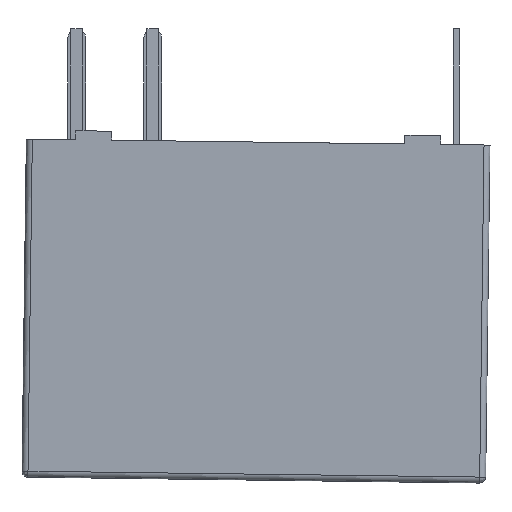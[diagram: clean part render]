
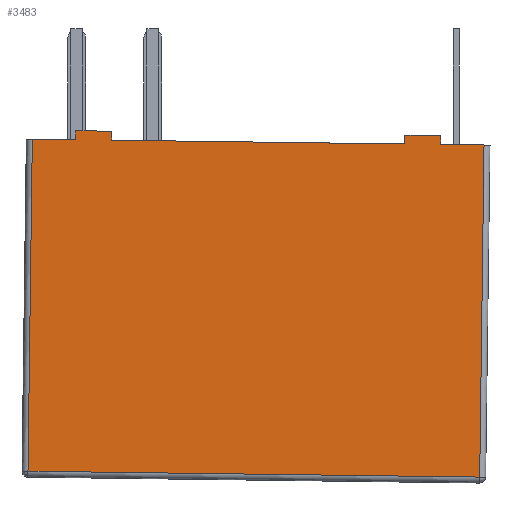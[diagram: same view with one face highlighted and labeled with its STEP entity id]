
A CAD part, front view. The second image highlights one B-rep face of the part: STEP entity #3483.
In plain terms, the highlighted planar face has unit normal (0, -1, 0).
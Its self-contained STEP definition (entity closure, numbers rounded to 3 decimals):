
#360 = CARTESIAN_POINT ( 'NONE',  ( 13.85, 0., 0.3 ) ) ;
#361 = DIRECTION ( 'NONE',  ( 1., 0., 0. ) ) ;
#362 = VECTOR ( 'NONE', #361, 1000. ) ;
#363 = CARTESIAN_POINT ( 'NONE',  ( 13.85, 0., 0.3 ) ) ;
#392 = CARTESIAN_POINT ( 'NONE',  ( 15.3, 0., 11.4 ) ) ;
#397 = LINE ( 'NONE', #363, #362 ) ;
#442 = VECTOR ( 'NONE', #449, 1000. ) ;
#444 = CARTESIAN_POINT ( 'NONE',  ( 0., 0., 0.3 ) ) ;
#449 = DIRECTION ( 'NONE',  ( -1., 0., 0. ) ) ;
#466 = LINE ( 'NONE', #444, #442 ) ;
#468 = CARTESIAN_POINT ( 'NONE',  ( 0.2, 0., 0.3 ) ) ;
#471 = CARTESIAN_POINT ( 'NONE',  ( 0., 0., 0. ) ) ;
#472 = LINE ( 'NONE', #471, #494 ) ;
#493 = DIRECTION ( 'NONE',  ( -1., 0., 0. ) ) ;
#494 = VECTOR ( 'NONE', #493, 1000. ) ;
#628 = CARTESIAN_POINT ( 'NONE',  ( 15.3, 0., 0.3 ) ) ;
#650 = DIRECTION ( 'NONE',  ( 1., 0., 0. ) ) ;
#651 = CARTESIAN_POINT ( 'NONE',  ( 0., 0., 0.3 ) ) ;
#682 = VECTOR ( 'NONE', #650, 1000. ) ;
#727 = CARTESIAN_POINT ( 'NONE',  ( 0.2, 0., 11.4 ) ) ;
#744 = CARTESIAN_POINT ( 'NONE',  ( 1.65, 0., 0.3 ) ) ;
#757 = LINE ( 'NONE', #651, #682 ) ;
#759 = DIRECTION ( 'NONE',  ( 0., 0., 1. ) ) ;
#773 = LINE ( 'NONE', #815, #809 ) ;
#809 = VECTOR ( 'NONE', #810, 1000. ) ;
#810 = DIRECTION ( 'NONE',  ( 0., 0., 1. ) ) ;
#811 = CARTESIAN_POINT ( 'NONE',  ( 0.2, 0., 11.6 ) ) ;
#812 = LINE ( 'NONE', #811, #819 ) ;
#815 = CARTESIAN_POINT ( 'NONE',  ( 12.65, 0., 11.6 ) ) ;
#819 = VECTOR ( 'NONE', #759, 1000. ) ;
#846 = DIRECTION ( 'NONE',  ( 0., 0., 1. ) ) ;
#847 = VECTOR ( 'NONE', #846, 1000. ) ;
#848 = CARTESIAN_POINT ( 'NONE',  ( 1.65, 0., 11.6 ) ) ;
#849 = LINE ( 'NONE', #848, #847 ) ;
#952 = DIRECTION ( 'NONE',  ( -1., 0., 0. ) ) ;
#953 = VECTOR ( 'NONE', #952, 1000. ) ;
#955 = CARTESIAN_POINT ( 'NONE',  ( 1.65, 0., 0. ) ) ;
#956 = LINE ( 'NONE', #964, #953 ) ;
#964 = CARTESIAN_POINT ( 'NONE',  ( 0., 0., 0. ) ) ;
#1134 = CARTESIAN_POINT ( 'NONE',  ( 12.65, 0., 0. ) ) ;
#1276 = FACE_OUTER_BOUND ( 'NONE', #3223, .T. ) ;
#1281 = VECTOR ( 'NONE', #1282, 1000. ) ;
#1282 = DIRECTION ( 'NONE',  ( 1., 0., 0. ) ) ;
#1284 = CARTESIAN_POINT ( 'NONE',  ( 0., 0., 11.4 ) ) ;
#1288 = LINE ( 'NONE', #1284, #1281 ) ;
#1299 = DIRECTION ( 'NONE',  ( 0., 0., 1. ) ) ;
#1301 = DIRECTION ( 'NONE',  ( 0., 1., 0. ) ) ;
#1305 = CARTESIAN_POINT ( 'NONE',  ( 0., 0., 11.6 ) ) ;
#1327 = PLANE ( 'NONE',  #1344 ) ;
#1344 = AXIS2_PLACEMENT_3D ( 'NONE', #1305, #1301, #1299 ) ;
#2155 = CARTESIAN_POINT ( 'NONE',  ( 13.85, 0., 0. ) ) ;
#2272 = CARTESIAN_POINT ( 'NONE',  ( 2.85, 0., 0. ) ) ;
#2273 = DIRECTION ( 'NONE',  ( 0., 0., -1. ) ) ;
#2274 = VECTOR ( 'NONE', #2273, 1000. ) ;
#2276 = CARTESIAN_POINT ( 'NONE',  ( 2.85, 0., 0.3 ) ) ;
#2280 = CARTESIAN_POINT ( 'NONE',  ( 2.85, 0., 11.6 ) ) ;
#2281 = LINE ( 'NONE', #2280, #2274 ) ;
#2308 = DIRECTION ( 'NONE',  ( 0., 0., -1. ) ) ;
#2309 = VECTOR ( 'NONE', #2308, 1000. ) ;
#2310 = CARTESIAN_POINT ( 'NONE',  ( 13.85, 0., 11.6 ) ) ;
#2311 = LINE ( 'NONE', #2310, #2309 ) ;
#2314 = CARTESIAN_POINT ( 'NONE',  ( 12.65, 0., 0.3 ) ) ;
#2343 = DIRECTION ( 'NONE',  ( 0., 0., -1. ) ) ;
#2344 = VECTOR ( 'NONE', #2343, 1000. ) ;
#2345 = CARTESIAN_POINT ( 'NONE',  ( 15.3, 0., 11.6 ) ) ;
#2346 = LINE ( 'NONE', #2345, #2344 ) ;
#2878 = VERTEX_POINT ( 'NONE', #2155 ) ;
#2879 = EDGE_CURVE ( 'NONE', #2952, #3042, #2346, .T. ) ;
#2898 = VERTEX_POINT ( 'NONE', #2314 ) ;
#2901 = EDGE_CURVE ( 'NONE', #2957, #2878, #2311, .T. ) ;
#2906 = EDGE_CURVE ( 'NONE', #2914, #2907, #2281, .T. ) ;
#2907 = VERTEX_POINT ( 'NONE', #2272 ) ;
#2914 = VERTEX_POINT ( 'NONE', #2276 ) ;
#2952 = VERTEX_POINT ( 'NONE', #392 ) ;
#2955 = EDGE_CURVE ( 'NONE', #2957, #3042, #397, .T. ) ;
#2957 = VERTEX_POINT ( 'NONE', #360 ) ;
#3008 = VERTEX_POINT ( 'NONE', #468 ) ;
#3042 = VERTEX_POINT ( 'NONE', #628 ) ;
#3111 = VERTEX_POINT ( 'NONE', #727 ) ;
#3123 = VERTEX_POINT ( 'NONE', #744 ) ;
#3126 = EDGE_CURVE ( 'NONE', #3008, #3123, #757, .T. ) ;
#3209 = EDGE_CURVE ( 'NONE', #2898, #2914, #466, .T. ) ;
#3211 = EDGE_CURVE ( 'NONE', #2878, #3376, #472, .T. ) ;
#3213 = EDGE_CURVE ( 'NONE', #3376, #2898, #773, .T. ) ;
#3223 = EDGE_LOOP ( 'NONE', ( #3232, #3481, #3484, #3480, #3249, #3485, #3252, #3487, #3248, #3255, #3250, #3280 ) ) ;
#3232 = ORIENTED_EDGE ( 'NONE', *, *, #3237, .F. ) ;
#3237 = EDGE_CURVE ( 'NONE', #3008, #3111, #812, .T. ) ;
#3248 = ORIENTED_EDGE ( 'NONE', *, *, #2901, .F. ) ;
#3249 = ORIENTED_EDGE ( 'NONE', *, *, #2906, .F. ) ;
#3250 = ORIENTED_EDGE ( 'NONE', *, *, #2879, .F. ) ;
#3252 = ORIENTED_EDGE ( 'NONE', *, *, #3213, .F. ) ;
#3255 = ORIENTED_EDGE ( 'NONE', *, *, #2955, .T. ) ;
#3280 = ORIENTED_EDGE ( 'NONE', *, *, #3486, .F. ) ;
#3282 = EDGE_CURVE ( 'NONE', #3333, #3123, #849, .T. ) ;
#3332 = EDGE_CURVE ( 'NONE', #2907, #3333, #956, .T. ) ;
#3333 = VERTEX_POINT ( 'NONE', #955 ) ;
#3376 = VERTEX_POINT ( 'NONE', #1134 ) ;
#3480 = ORIENTED_EDGE ( 'NONE', *, *, #3332, .F. ) ;
#3481 = ORIENTED_EDGE ( 'NONE', *, *, #3126, .T. ) ;
#3483 = ADVANCED_FACE ( 'NONE', ( #1276 ), #1327, .F. ) ;
#3484 = ORIENTED_EDGE ( 'NONE', *, *, #3282, .F. ) ;
#3485 = ORIENTED_EDGE ( 'NONE', *, *, #3209, .F. ) ;
#3486 = EDGE_CURVE ( 'NONE', #3111, #2952, #1288, .T. ) ;
#3487 = ORIENTED_EDGE ( 'NONE', *, *, #3211, .F. ) ;
